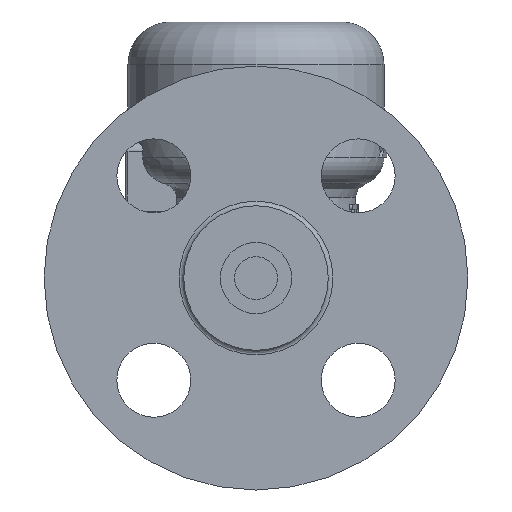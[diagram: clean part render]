
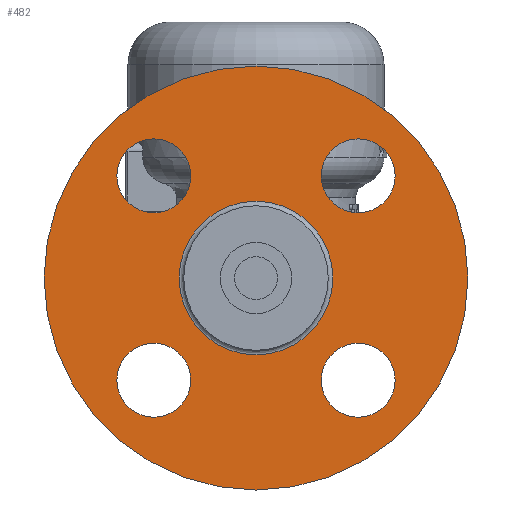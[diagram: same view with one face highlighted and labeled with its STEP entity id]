
A CAD part, left-side view. The second image highlights one B-rep face of the part: STEP entity #482.
In plain terms, the highlighted free-form (B-spline) face has degree [1, 1] with [2, 2] control points.
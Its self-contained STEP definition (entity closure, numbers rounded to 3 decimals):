
#186=CARTESIAN_POINT('',(-108.6,0.0,74.5));
#187=VERTEX_POINT('',#186);
#188=CARTESIAN_POINT('',(-108.6,0.0,0.));
#189=DIRECTION('',(-1.0,0.0,0.0));
#190=DIRECTION('',(0.0,0.0,1.0));
#191=AXIS2_PLACEMENT_3D('',#188,#189,#190);
#192=CIRCLE('',#191,74.5);
#193=EDGE_CURVE('',#187,#187,#192,.T.);
#363=CARTESIAN_POINT('',(-108.6,0.0,27.));
#364=VERTEX_POINT('',#363);
#365=CARTESIAN_POINT('',(-108.6,0.0,0.));
#366=DIRECTION('',(-1.0,0.0,0.0));
#367=DIRECTION('',(0.0,0.0,-1.0));
#368=AXIS2_PLACEMENT_3D('',#365,#366,#367);
#369=CIRCLE('',#368,27.);
#370=EDGE_CURVE('',#364,#364,#369,.T.);
#427=CARTESIAN_POINT('',(-108.6,74.5,74.5));
#428=CARTESIAN_POINT('',(-108.6,74.5,-74.5));
#429=CARTESIAN_POINT('',(-108.6,-74.5,74.5));
#430=CARTESIAN_POINT('',(-108.6,-74.5,-74.5));
#431=B_SPLINE_SURFACE_WITH_KNOTS('',1,1,((#427,#429),(#428,#430)),.UNSPECIFIED.,.F.,.F.,.U.,(2,2),(2,2),(0.0,149.0),(0.0,149.0),.UNSPECIFIED.);
#432=ORIENTED_EDGE('',*,*,#193,.T.);
#433=EDGE_LOOP('',(#432));
#434=FACE_OUTER_BOUND('',#433,.T.);
#435=CARTESIAN_POINT('',(-108.6,35.921,22.921));
#436=VERTEX_POINT('',#435);
#437=CARTESIAN_POINT('',(-108.6,35.921,35.921));
#438=DIRECTION('',(1.0,0.0,0.0));
#439=DIRECTION('',(0.0,0.0,-1.0));
#440=AXIS2_PLACEMENT_3D('',#437,#438,#439);
#441=CIRCLE('',#440,13.0);
#442=EDGE_CURVE('',#436,#436,#441,.T.);
#443=ORIENTED_EDGE('',*,*,#442,.T.);
#444=EDGE_LOOP('',(#443));
#445=FACE_BOUND('',#444,.T.);
#446=CARTESIAN_POINT('',(-108.6,22.921,-35.921));
#447=VERTEX_POINT('',#446);
#448=CARTESIAN_POINT('',(-108.6,35.921,-35.921));
#449=DIRECTION('',(1.0,0.0,0.0));
#450=DIRECTION('',(0.0,-1.0,0.0));
#451=AXIS2_PLACEMENT_3D('',#448,#449,#450);
#452=CIRCLE('',#451,13.0);
#453=EDGE_CURVE('',#447,#447,#452,.T.);
#454=ORIENTED_EDGE('',*,*,#453,.T.);
#455=EDGE_LOOP('',(#454));
#456=FACE_BOUND('',#455,.T.);
#457=CARTESIAN_POINT('',(-108.6,-35.921,-22.921));
#458=VERTEX_POINT('',#457);
#459=CARTESIAN_POINT('',(-108.6,-35.921,-35.921));
#460=DIRECTION('',(1.0,0.0,0.0));
#461=DIRECTION('',(0.0,0.0,1.0));
#462=AXIS2_PLACEMENT_3D('',#459,#460,#461);
#463=CIRCLE('',#462,13.0);
#464=EDGE_CURVE('',#458,#458,#463,.T.);
#465=ORIENTED_EDGE('',*,*,#464,.T.);
#466=EDGE_LOOP('',(#465));
#467=FACE_BOUND('',#466,.T.);
#468=CARTESIAN_POINT('',(-108.6,-22.921,35.921));
#469=VERTEX_POINT('',#468);
#470=CARTESIAN_POINT('',(-108.6,-35.921,35.921));
#471=DIRECTION('',(1.0,0.0,0.0));
#472=DIRECTION('',(0.0,1.0,0.0));
#473=AXIS2_PLACEMENT_3D('',#470,#471,#472);
#474=CIRCLE('',#473,13.0);
#475=EDGE_CURVE('',#469,#469,#474,.T.);
#476=ORIENTED_EDGE('',*,*,#475,.T.);
#477=EDGE_LOOP('',(#476));
#478=FACE_BOUND('',#477,.T.);
#479=ORIENTED_EDGE('',*,*,#370,.F.);
#480=EDGE_LOOP('',(#479));
#481=FACE_BOUND('',#480,.T.);
#482=ADVANCED_FACE('',(#434,#445,#456,#467,#478,#481),#431,.T.);
